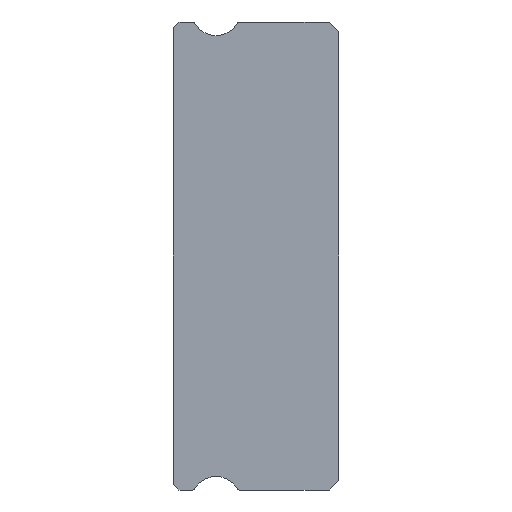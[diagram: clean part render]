
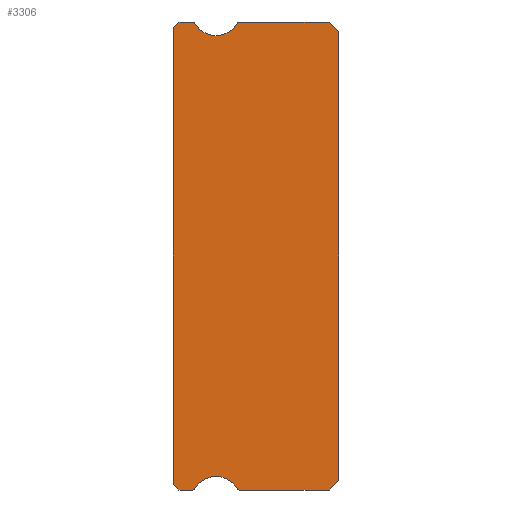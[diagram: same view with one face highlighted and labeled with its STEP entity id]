
A CAD part, left-side view. The second image highlights one B-rep face of the part: STEP entity #3306.
In plain terms, the highlighted planar face has unit normal (-1, 0, 0).
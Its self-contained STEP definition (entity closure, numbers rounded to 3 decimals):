
#23 = EDGE_CURVE ( 'NONE', #402, #1615, #2744, .T. ) ;
#72 = EDGE_LOOP ( 'NONE', ( #4618, #1980, #2355, #1611, #1789, #4207, #2083, #2470, #2379, #1478, #1346, #3454, #3246, #3507, #1818, #3994, #4523 ) ) ;
#184 = VECTOR ( 'NONE', #685, 1000. ) ;
#201 = CARTESIAN_POINT ( 'NONE',  ( -20., 5.217, -11.925 ) ) ;
#284 = LINE ( 'NONE', #2476, #184 ) ;
#295 = EDGE_CURVE ( 'NONE', #1785, #4756, #608, .T. ) ;
#318 = DIRECTION ( 'NONE',  ( 0., 1., 0. ) ) ;
#378 = CARTESIAN_POINT ( 'NONE',  ( -20., 6.3, 12.55 ) ) ;
#402 = VERTEX_POINT ( 'NONE', #3684 ) ;
#408 = AXIS2_PLACEMENT_3D ( 'NONE', #4564, #1222, #3768 ) ;
#454 = DIRECTION ( 'NONE',  ( 0., 0., 1. ) ) ;
#529 = CIRCLE ( 'NONE', #3884, 0.15 ) ;
#608 = LINE ( 'NONE', #2860, #4461 ) ;
#638 = FACE_OUTER_BOUND ( 'NONE', #72, .T. ) ;
#685 = DIRECTION ( 'NONE',  ( 0., -1., 0. ) ) ;
#693 = VERTEX_POINT ( 'NONE', #3871 ) ;
#976 = CARTESIAN_POINT ( 'NONE',  ( -20., 8.5, 11.7 ) ) ;
#980 = DIRECTION ( 'NONE',  ( 1., 0., 0. ) ) ;
#1055 = CARTESIAN_POINT ( 'NONE',  ( -20., 7.512, 11.85 ) ) ;
#1064 = CARTESIAN_POINT ( 'NONE',  ( -20., 7.512, -12. ) ) ;
#1065 = EDGE_CURVE ( 'NONE', #2166, #1332, #1353, .T. ) ;
#1143 = EDGE_CURVE ( 'NONE', #1657, #3463, #4300, .T. ) ;
#1144 = LINE ( 'NONE', #2592, #4435 ) ;
#1164 = DIRECTION ( 'NONE',  ( 0., 0., -1. ) ) ;
#1177 = DIRECTION ( 'NONE',  ( 1., 0., 0. ) ) ;
#1196 = CARTESIAN_POINT ( 'NONE',  ( -20., 5.088, 12. ) ) ;
#1219 = DIRECTION ( 'NONE',  ( 0., 0., -1. ) ) ;
#1222 = DIRECTION ( 'NONE',  ( -1., 0., 0. ) ) ;
#1229 = VERTEX_POINT ( 'NONE', #2180 ) ;
#1332 = VERTEX_POINT ( 'NONE', #2278 ) ;
#1346 = ORIENTED_EDGE ( 'NONE', *, *, #3087, .F. ) ;
#1353 = CIRCLE ( 'NONE', #408, 1.25 ) ;
#1392 = EDGE_CURVE ( 'NONE', #1657, #1692, #4296, .T. ) ;
#1448 = DIRECTION ( 'NONE',  ( 0., -0.707, -0.707 ) ) ;
#1469 = LINE ( 'NONE', #4782, #2314 ) ;
#1478 = ORIENTED_EDGE ( 'NONE', *, *, #4250, .F. ) ;
#1535 = CARTESIAN_POINT ( 'NONE',  ( -20., 6.3, 11.3 ) ) ;
#1560 = CARTESIAN_POINT ( 'NONE',  ( -20., 8.5, -11.7 ) ) ;
#1611 = ORIENTED_EDGE ( 'NONE', *, *, #23, .F. ) ;
#1615 = VERTEX_POINT ( 'NONE', #2360 ) ;
#1657 = VERTEX_POINT ( 'NONE', #4000 ) ;
#1672 = LINE ( 'NONE', #3278, #4096 ) ;
#1692 = VERTEX_POINT ( 'NONE', #3945 ) ;
#1732 = CARTESIAN_POINT ( 'NONE',  ( -20., 8.2, 12. ) ) ;
#1785 = VERTEX_POINT ( 'NONE', #1560 ) ;
#1787 = VERTEX_POINT ( 'NONE', #1196 ) ;
#1789 = ORIENTED_EDGE ( 'NONE', *, *, #4626, .F. ) ;
#1806 = DIRECTION ( 'NONE',  ( 0., 0., -1. ) ) ;
#1818 = ORIENTED_EDGE ( 'NONE', *, *, #1392, .F. ) ;
#1873 = DIRECTION ( 'NONE',  ( 0., -1., 0. ) ) ;
#1912 = AXIS2_PLACEMENT_3D ( 'NONE', #4760, #4348, #1806 ) ;
#1975 = DIRECTION ( 'NONE',  ( 1., 0., 0. ) ) ;
#1980 = ORIENTED_EDGE ( 'NONE', *, *, #4777, .T. ) ;
#1981 = VECTOR ( 'NONE', #454, 1000. ) ;
#2040 = EDGE_CURVE ( 'NONE', #4506, #4641, #2884, .T. ) ;
#2052 = CARTESIAN_POINT ( 'NONE',  ( -20., 5.088, -11.85 ) ) ;
#2083 = ORIENTED_EDGE ( 'NONE', *, *, #2678, .F. ) ;
#2086 = EDGE_CURVE ( 'NONE', #3463, #4756, #2124, .T. ) ;
#2096 = DIRECTION ( 'NONE',  ( 0., 0., 1. ) ) ;
#2103 = DIRECTION ( 'NONE',  ( 0., 0., -1. ) ) ;
#2124 = LINE ( 'NONE', #976, #2655 ) ;
#2166 = VERTEX_POINT ( 'NONE', #1535 ) ;
#2177 = EDGE_CURVE ( 'NONE', #1692, #2166, #2505, .T. ) ;
#2178 = CARTESIAN_POINT ( 'NONE',  ( -20., 7.512, -11.85 ) ) ;
#2180 = CARTESIAN_POINT ( 'NONE',  ( -20., 0., 11.5 ) ) ;
#2201 = CARTESIAN_POINT ( 'NONE',  ( -20., 0., -11.5 ) ) ;
#2263 = AXIS2_PLACEMENT_3D ( 'NONE', #1055, #980, #2103 ) ;
#2278 = CARTESIAN_POINT ( 'NONE',  ( -20., 5.217, 11.925 ) ) ;
#2314 = VECTOR ( 'NONE', #1448, 1000. ) ;
#2355 = ORIENTED_EDGE ( 'NONE', *, *, #4548, .T. ) ;
#2360 = CARTESIAN_POINT ( 'NONE',  ( -20., 7.512, -12. ) ) ;
#2379 = ORIENTED_EDGE ( 'NONE', *, *, #4175, .T. ) ;
#2398 = CARTESIAN_POINT ( 'NONE',  ( -20., 0., -11.5 ) ) ;
#2457 = VERTEX_POINT ( 'NONE', #201 ) ;
#2462 = DIRECTION ( 'NONE',  ( 0., -0.707, -0.707 ) ) ;
#2469 = DIRECTION ( 'NONE',  ( 0., 0.707, -0.707 ) ) ;
#2470 = ORIENTED_EDGE ( 'NONE', *, *, #2040, .F. ) ;
#2476 = CARTESIAN_POINT ( 'NONE',  ( -20., 7.512, -12. ) ) ;
#2505 = CIRCLE ( 'NONE', #3132, 1.25 ) ;
#2526 = CARTESIAN_POINT ( 'NONE',  ( -20., 8.5, 11.7 ) ) ;
#2592 = CARTESIAN_POINT ( 'NONE',  ( -20., 7.512, 12. ) ) ;
#2601 = CARTESIAN_POINT ( 'NONE',  ( -20., 5.088, 11.85 ) ) ;
#2655 = VECTOR ( 'NONE', #2469, 1000. ) ;
#2678 = EDGE_CURVE ( 'NONE', #4641, #693, #4380, .T. ) ;
#2744 = CIRCLE ( 'NONE', #4148, 0.15 ) ;
#2829 = EDGE_CURVE ( 'NONE', #1332, #1787, #529, .T. ) ;
#2860 = CARTESIAN_POINT ( 'NONE',  ( -20., 8.5, 11.85 ) ) ;
#2884 = LINE ( 'NONE', #2201, #3365 ) ;
#2900 = AXIS2_PLACEMENT_3D ( 'NONE', #4178, #3401, #1219 ) ;
#3061 = CARTESIAN_POINT ( 'NONE',  ( -20., 8.2, 12. ) ) ;
#3087 = EDGE_CURVE ( 'NONE', #1787, #4044, #1144, .T. ) ;
#3122 = AXIS2_PLACEMENT_3D ( 'NONE', #2052, #1975, #4299 ) ;
#3132 = AXIS2_PLACEMENT_3D ( 'NONE', #378, #3713, #1164 ) ;
#3157 = VECTOR ( 'NONE', #3242, 1000. ) ;
#3217 = PLANE ( 'NONE',  #2263 ) ;
#3242 = DIRECTION ( 'NONE',  ( 0., 1., 0. ) ) ;
#3246 = ORIENTED_EDGE ( 'NONE', *, *, #1065, .F. ) ;
#3264 = EDGE_CURVE ( 'NONE', #693, #2457, #3813, .T. ) ;
#3265 = DIRECTION ( 'NONE',  ( 1., 0., 0. ) ) ;
#3278 = CARTESIAN_POINT ( 'NONE',  ( -20., 0.5, 12. ) ) ;
#3306 = ADVANCED_FACE ( 'NONE', ( #638 ), #3217, .F. ) ;
#3311 = CARTESIAN_POINT ( 'NONE',  ( -20., 0.5, -12. ) ) ;
#3354 = CARTESIAN_POINT ( 'NONE',  ( -20., 8.2, -12. ) ) ;
#3365 = VECTOR ( 'NONE', #3589, 1000. ) ;
#3401 = DIRECTION ( 'NONE',  ( 1., 0., 0. ) ) ;
#3402 = CIRCLE ( 'NONE', #1912, 1.25 ) ;
#3415 = CARTESIAN_POINT ( 'NONE',  ( -20., 0.5, 12. ) ) ;
#3425 = VECTOR ( 'NONE', #318, 1000. ) ;
#3454 = ORIENTED_EDGE ( 'NONE', *, *, #2829, .F. ) ;
#3463 = VERTEX_POINT ( 'NONE', #3061 ) ;
#3497 = VERTEX_POINT ( 'NONE', #3354 ) ;
#3507 = ORIENTED_EDGE ( 'NONE', *, *, #2177, .F. ) ;
#3512 = LINE ( 'NONE', #4265, #1981 ) ;
#3589 = DIRECTION ( 'NONE',  ( 0., 0.707, -0.707 ) ) ;
#3668 = DIRECTION ( 'NONE',  ( 0., 0., -1. ) ) ;
#3684 = CARTESIAN_POINT ( 'NONE',  ( -20., 7.383, -11.925 ) ) ;
#3713 = DIRECTION ( 'NONE',  ( -1., 0., 0. ) ) ;
#3768 = DIRECTION ( 'NONE',  ( 0., 0., -1. ) ) ;
#3813 = CIRCLE ( 'NONE', #3122, 0.15 ) ;
#3871 = CARTESIAN_POINT ( 'NONE',  ( -20., 5.088, -12. ) ) ;
#3884 = AXIS2_PLACEMENT_3D ( 'NONE', #2601, #1177, #4158 ) ;
#3945 = CARTESIAN_POINT ( 'NONE',  ( -20., 7.383, 11.925 ) ) ;
#3994 = ORIENTED_EDGE ( 'NONE', *, *, #1143, .T. ) ;
#4000 = CARTESIAN_POINT ( 'NONE',  ( -20., 7.512, 12. ) ) ;
#4044 = VERTEX_POINT ( 'NONE', #3415 ) ;
#4096 = VECTOR ( 'NONE', #2462, 1000. ) ;
#4148 = AXIS2_PLACEMENT_3D ( 'NONE', #2178, #3265, #3668 ) ;
#4158 = DIRECTION ( 'NONE',  ( 0., 0., -1. ) ) ;
#4175 = EDGE_CURVE ( 'NONE', #4506, #1229, #3512, .T. ) ;
#4178 = CARTESIAN_POINT ( 'NONE',  ( -20., 7.512, 11.85 ) ) ;
#4207 = ORIENTED_EDGE ( 'NONE', *, *, #3264, .F. ) ;
#4250 = EDGE_CURVE ( 'NONE', #4044, #1229, #1672, .T. ) ;
#4265 = CARTESIAN_POINT ( 'NONE',  ( -20., 0., 11.5 ) ) ;
#4296 = CIRCLE ( 'NONE', #2900, 0.15 ) ;
#4299 = DIRECTION ( 'NONE',  ( 0., 0., -1. ) ) ;
#4300 = LINE ( 'NONE', #1732, #3157 ) ;
#4348 = DIRECTION ( 'NONE',  ( -1., 0., 0. ) ) ;
#4380 = LINE ( 'NONE', #1064, #3425 ) ;
#4435 = VECTOR ( 'NONE', #1873, 1000. ) ;
#4461 = VECTOR ( 'NONE', #2096, 1000. ) ;
#4506 = VERTEX_POINT ( 'NONE', #2398 ) ;
#4523 = ORIENTED_EDGE ( 'NONE', *, *, #2086, .T. ) ;
#4548 = EDGE_CURVE ( 'NONE', #3497, #1615, #284, .T. ) ;
#4564 = CARTESIAN_POINT ( 'NONE',  ( -20., 6.3, 12.55 ) ) ;
#4618 = ORIENTED_EDGE ( 'NONE', *, *, #295, .F. ) ;
#4626 = EDGE_CURVE ( 'NONE', #2457, #402, #3402, .T. ) ;
#4641 = VERTEX_POINT ( 'NONE', #3311 ) ;
#4756 = VERTEX_POINT ( 'NONE', #2526 ) ;
#4760 = CARTESIAN_POINT ( 'NONE',  ( -20., 6.3, -12.55 ) ) ;
#4777 = EDGE_CURVE ( 'NONE', #1785, #3497, #1469, .T. ) ;
#4782 = CARTESIAN_POINT ( 'NONE',  ( -20., 8.2, -12. ) ) ;
